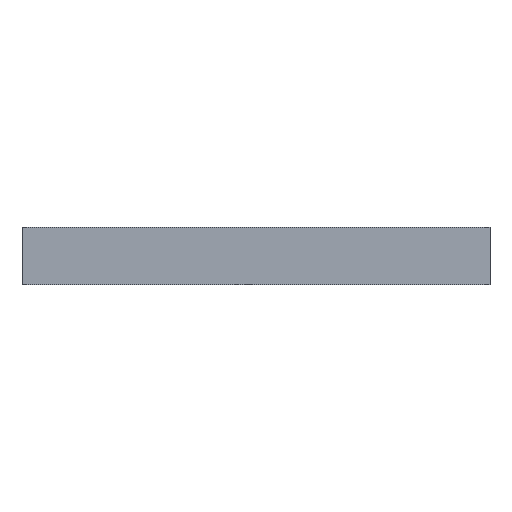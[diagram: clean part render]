
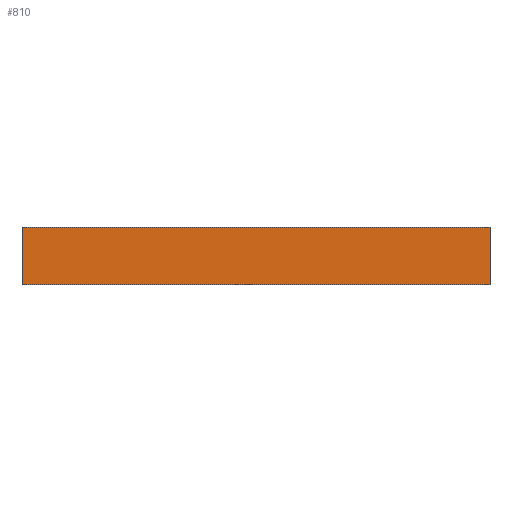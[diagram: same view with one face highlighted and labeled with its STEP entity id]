
A CAD part, left-side view. The second image highlights one B-rep face of the part: STEP entity #810.
In plain terms, the highlighted planar face has unit normal (-1, 0, 0).
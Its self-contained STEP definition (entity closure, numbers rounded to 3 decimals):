
#10 = DIRECTION ( 'NONE',  ( 0., 0., -1. ) ) ;
#55 = VERTEX_POINT ( 'NONE', #812 ) ;
#58 = VERTEX_POINT ( 'NONE', #976 ) ;
#68 = CARTESIAN_POINT ( 'NONE',  ( -60., -40.5, 5. ) ) ;
#184 = DIRECTION ( 'NONE',  ( 0., -1., 0. ) ) ;
#237 = FACE_OUTER_BOUND ( 'NONE', #513, .T. ) ;
#239 = ORIENTED_EDGE ( 'NONE', *, *, #399, .T. ) ;
#244 = VECTOR ( 'NONE', #10, 1000. ) ;
#250 = ORIENTED_EDGE ( 'NONE', *, *, #882, .F. ) ;
#294 = AXIS2_PLACEMENT_3D ( 'NONE', #464, #1032, #620 ) ;
#295 = DIRECTION ( 'NONE',  ( 0., 0., -1. ) ) ;
#319 = CARTESIAN_POINT ( 'NONE',  ( -60., -40.5, 5. ) ) ;
#329 = ORIENTED_EDGE ( 'NONE', *, *, #793, .T. ) ;
#399 = EDGE_CURVE ( 'NONE', #55, #796, #783, .T. ) ;
#455 = CARTESIAN_POINT ( 'NONE',  ( -60., 40.5, 5. ) ) ;
#456 = VECTOR ( 'NONE', #776, 1000. ) ;
#464 = CARTESIAN_POINT ( 'NONE',  ( -60., -40.5, 5. ) ) ;
#469 = CARTESIAN_POINT ( 'NONE',  ( -60., -40.5, -5. ) ) ;
#477 = CARTESIAN_POINT ( 'NONE',  ( -60., -40.5, 5. ) ) ;
#493 = ORIENTED_EDGE ( 'NONE', *, *, #659, .F. ) ;
#513 = EDGE_LOOP ( 'NONE', ( #239, #493, #250, #329 ) ) ;
#550 = VECTOR ( 'NONE', #295, 1000. ) ;
#620 = DIRECTION ( 'NONE',  ( 0., 0., -1. ) ) ;
#659 = EDGE_CURVE ( 'NONE', #905, #796, #900, .T. ) ;
#758 = LINE ( 'NONE', #319, #852 ) ;
#776 = DIRECTION ( 'NONE',  ( 0., -1., 0. ) ) ;
#783 = LINE ( 'NONE', #866, #456 ) ;
#788 = PLANE ( 'NONE',  #294 ) ;
#793 = EDGE_CURVE ( 'NONE', #58, #55, #971, .T. ) ;
#796 = VERTEX_POINT ( 'NONE', #469 ) ;
#810 = ADVANCED_FACE ( 'NONE', ( #237 ), #788, .F. ) ;
#812 = CARTESIAN_POINT ( 'NONE',  ( -60., 40.5, -5. ) ) ;
#852 = VECTOR ( 'NONE', #184, 1000. ) ;
#866 = CARTESIAN_POINT ( 'NONE',  ( -60., -40.5, -5. ) ) ;
#882 = EDGE_CURVE ( 'NONE', #58, #905, #758, .T. ) ;
#900 = LINE ( 'NONE', #68, #550 ) ;
#905 = VERTEX_POINT ( 'NONE', #477 ) ;
#971 = LINE ( 'NONE', #455, #244 ) ;
#976 = CARTESIAN_POINT ( 'NONE',  ( -60., 40.5, 5. ) ) ;
#1032 = DIRECTION ( 'NONE',  ( 1., 0., 0. ) ) ;
